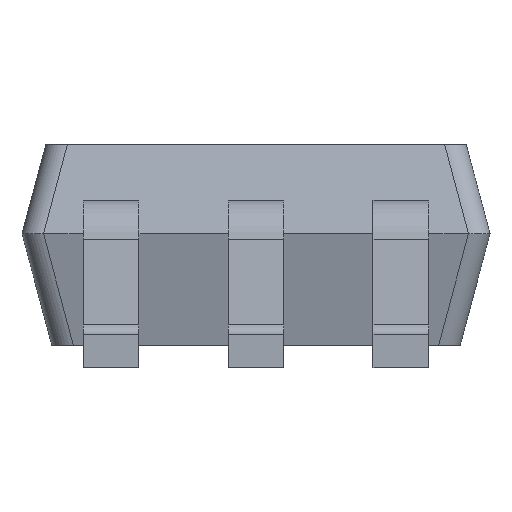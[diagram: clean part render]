
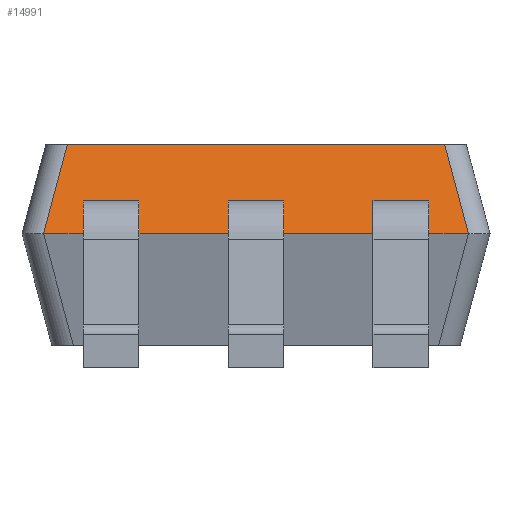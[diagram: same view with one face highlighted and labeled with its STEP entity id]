
A CAD part, front view. The second image highlights one B-rep face of the part: STEP entity #14991.
In plain terms, the highlighted planar face has unit normal (0, -0.966, 0.259).
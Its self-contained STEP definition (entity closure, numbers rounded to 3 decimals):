
#782 = DIRECTION ( 'NONE',  ( 1., 0., 0. ) ) ;
#817 = LINE ( 'NONE', #16868, #15076 ) ;
#860 = VECTOR ( 'NONE', #1129, 1000. ) ;
#964 = VERTEX_POINT ( 'NONE', #4057 ) ;
#1092 = CARTESIAN_POINT ( 'NONE',  ( -0.775, -0.625, 0.6 ) ) ;
#1129 = DIRECTION ( 'NONE',  ( 0., -0.259, -0.966 ) ) ;
#1138 = LINE ( 'NONE', #11500, #3518 ) ;
#1161 = VECTOR ( 'NONE', #10896, 1000. ) ;
#1226 = VERTEX_POINT ( 'NONE', #15816 ) ;
#1286 = DIRECTION ( 'NONE',  ( 0., -0.966, 0.259 ) ) ;
#1665 = VECTOR ( 'NONE', #4135, 1000. ) ;
#1736 = EDGE_CURVE ( 'NONE', #7130, #6648, #14113, .T. ) ;
#1920 = DIRECTION ( 'NONE',  ( 1., 0., 0. ) ) ;
#2459 = CARTESIAN_POINT ( 'NONE',  ( -0.953, -0.625, 0.6 ) ) ;
#2611 = VECTOR ( 'NONE', #782, 1000. ) ;
#2755 = VECTOR ( 'NONE', #11229, 1000. ) ;
#2842 = LINE ( 'NONE', #9117, #860 ) ;
#3089 = CARTESIAN_POINT ( 'NONE',  ( 0.125, -0.585, 0.75 ) ) ;
#3093 = VECTOR ( 'NONE', #3602, 1000. ) ;
#3145 = EDGE_CURVE ( 'NONE', #14920, #10781, #16007, .T. ) ;
#3385 = VECTOR ( 'NONE', #6291, 1000. ) ;
#3407 = VERTEX_POINT ( 'NONE', #9609 ) ;
#3518 = VECTOR ( 'NONE', #10227, 1000. ) ;
#3602 = DIRECTION ( 'NONE',  ( 0., -0.259, -0.966 ) ) ;
#3616 = CARTESIAN_POINT ( 'NONE',  ( -1.7, -0.585, 0.75 ) ) ;
#3643 = ORIENTED_EDGE ( 'NONE', *, *, #10764, .T. ) ;
#3893 = ORIENTED_EDGE ( 'NONE', *, *, #5326, .T. ) ;
#4057 = CARTESIAN_POINT ( 'NONE',  ( -0.846, -0.518, 1. ) ) ;
#4135 = DIRECTION ( 'NONE',  ( -0.251, 0.251, 0.935 ) ) ;
#4168 = LINE ( 'NONE', #15958, #9683 ) ;
#4254 = DIRECTION ( 'NONE',  ( 1., 0., 0. ) ) ;
#4441 = PLANE ( 'NONE',  #4482 ) ;
#4482 = AXIS2_PLACEMENT_3D ( 'NONE', #11577, #1286, #7987 ) ;
#4555 = DIRECTION ( 'NONE',  ( 0., -0.259, -0.966 ) ) ;
#4637 = ORIENTED_EDGE ( 'NONE', *, *, #9709, .T. ) ;
#4753 = VERTEX_POINT ( 'NONE', #6938 ) ;
#4780 = CARTESIAN_POINT ( 'NONE',  ( 0.846, -0.518, 1. ) ) ;
#4816 = CARTESIAN_POINT ( 'NONE',  ( -0.775, -0.625, 0.6 ) ) ;
#5184 = EDGE_CURVE ( 'NONE', #15223, #15037, #4168, .T. ) ;
#5326 = EDGE_CURVE ( 'NONE', #7130, #8525, #16293, .T. ) ;
#5471 = EDGE_CURVE ( 'NONE', #8525, #15223, #9450, .T. ) ;
#5569 = LINE ( 'NONE', #10717, #1161 ) ;
#5802 = VECTOR ( 'NONE', #15438, 1000. ) ;
#5841 = EDGE_CURVE ( 'NONE', #964, #6990, #5569, .T. ) ;
#5843 = CARTESIAN_POINT ( 'NONE',  ( 0.125, -0.625, 0.6 ) ) ;
#6055 = DIRECTION ( 'NONE',  ( 0., -0.259, -0.966 ) ) ;
#6125 = ORIENTED_EDGE ( 'NONE', *, *, #5184, .T. ) ;
#6215 = CARTESIAN_POINT ( 'NONE',  ( 0.125, -0.625, 0.6 ) ) ;
#6291 = DIRECTION ( 'NONE',  ( 1., 0., 0. ) ) ;
#6586 = VERTEX_POINT ( 'NONE', #5843 ) ;
#6648 = VERTEX_POINT ( 'NONE', #4816 ) ;
#6702 = CARTESIAN_POINT ( 'NONE',  ( 0.828, -0.499, 1.069 ) ) ;
#6710 = DIRECTION ( 'NONE',  ( 0., -0.259, -0.966 ) ) ;
#6882 = CARTESIAN_POINT ( 'NONE',  ( -0.525, -0.625, 0.6 ) ) ;
#6938 = CARTESIAN_POINT ( 'NONE',  ( 0.775, -0.585, 0.75 ) ) ;
#6990 = VERTEX_POINT ( 'NONE', #2459 ) ;
#7058 = ORIENTED_EDGE ( 'NONE', *, *, #9900, .F. ) ;
#7083 = CARTESIAN_POINT ( 'NONE',  ( 0.775, -0.625, 0.6 ) ) ;
#7104 = VERTEX_POINT ( 'NONE', #14597 ) ;
#7130 = VERTEX_POINT ( 'NONE', #10678 ) ;
#7572 = EDGE_CURVE ( 'NONE', #7104, #10999, #8583, .T. ) ;
#7585 = LINE ( 'NONE', #6215, #5802 ) ;
#7987 = DIRECTION ( 'NONE',  ( 0., -0.259, -0.966 ) ) ;
#8003 = LINE ( 'NONE', #12866, #8157 ) ;
#8157 = VECTOR ( 'NONE', #15776, 1000. ) ;
#8445 = LINE ( 'NONE', #13658, #11978 ) ;
#8525 = VERTEX_POINT ( 'NONE', #15243 ) ;
#8583 = LINE ( 'NONE', #3616, #2755 ) ;
#8973 = VECTOR ( 'NONE', #14443, 1000. ) ;
#9117 = CARTESIAN_POINT ( 'NONE',  ( -0.125, -0.625, 0.6 ) ) ;
#9180 = EDGE_CURVE ( 'NONE', #3407, #4753, #11809, .T. ) ;
#9328 = CARTESIAN_POINT ( 'NONE',  ( -1.05, -0.585, 0.75 ) ) ;
#9450 = LINE ( 'NONE', #6882, #14038 ) ;
#9609 = CARTESIAN_POINT ( 'NONE',  ( 0.525, -0.585, 0.75 ) ) ;
#9683 = VECTOR ( 'NONE', #4254, 1000. ) ;
#9689 = ORIENTED_EDGE ( 'NONE', *, *, #3145, .T. ) ;
#9709 = EDGE_CURVE ( 'NONE', #6586, #1226, #8445, .T. ) ;
#9760 = ORIENTED_EDGE ( 'NONE', *, *, #9180, .T. ) ;
#9900 = EDGE_CURVE ( 'NONE', #964, #13504, #8003, .T. ) ;
#9916 = EDGE_CURVE ( 'NONE', #6990, #6648, #1138, .T. ) ;
#9961 = ORIENTED_EDGE ( 'NONE', *, *, #13023, .F. ) ;
#10017 = ORIENTED_EDGE ( 'NONE', *, *, #9916, .T. ) ;
#10212 = VECTOR ( 'NONE', #4555, 1000. ) ;
#10227 = DIRECTION ( 'NONE',  ( 1., 0., 0. ) ) ;
#10552 = CARTESIAN_POINT ( 'NONE',  ( -0.125, -0.625, 0.6 ) ) ;
#10678 = CARTESIAN_POINT ( 'NONE',  ( -0.775, -0.585, 0.75 ) ) ;
#10717 = CARTESIAN_POINT ( 'NONE',  ( -0.959, -0.631, 0.577 ) ) ;
#10764 = EDGE_CURVE ( 'NONE', #10999, #6586, #7585, .T. ) ;
#10781 = VERTEX_POINT ( 'NONE', #13914 ) ;
#10896 = DIRECTION ( 'NONE',  ( -0.251, -0.251, -0.935 ) ) ;
#10938 = ORIENTED_EDGE ( 'NONE', *, *, #11467, .F. ) ;
#10999 = VERTEX_POINT ( 'NONE', #3089 ) ;
#11229 = DIRECTION ( 'NONE',  ( 1., 0., 0. ) ) ;
#11297 = LINE ( 'NONE', #16504, #10212 ) ;
#11467 = EDGE_CURVE ( 'NONE', #3407, #1226, #817, .T. ) ;
#11500 = CARTESIAN_POINT ( 'NONE',  ( -1.05, -0.625, 0.6 ) ) ;
#11577 = CARTESIAN_POINT ( 'NONE',  ( -1.05, -0.625, 0.6 ) ) ;
#11809 = LINE ( 'NONE', #9328, #8973 ) ;
#11978 = VECTOR ( 'NONE', #1920, 1000. ) ;
#12701 = ORIENTED_EDGE ( 'NONE', *, *, #5841, .T. ) ;
#12702 = ORIENTED_EDGE ( 'NONE', *, *, #1736, .F. ) ;
#12859 = LINE ( 'NONE', #6702, #1665 ) ;
#12866 = CARTESIAN_POINT ( 'NONE',  ( -1.05, -0.518, 1. ) ) ;
#12998 = EDGE_CURVE ( 'NONE', #10781, #13504, #12859, .T. ) ;
#13023 = EDGE_CURVE ( 'NONE', #7104, #15037, #2842, .T. ) ;
#13463 = CARTESIAN_POINT ( 'NONE',  ( -1.05, -0.625, 0.6 ) ) ;
#13491 = ORIENTED_EDGE ( 'NONE', *, *, #7572, .T. ) ;
#13504 = VERTEX_POINT ( 'NONE', #4780 ) ;
#13658 = CARTESIAN_POINT ( 'NONE',  ( -1.05, -0.625, 0.6 ) ) ;
#13914 = CARTESIAN_POINT ( 'NONE',  ( 0.953, -0.625, 0.6 ) ) ;
#14038 = VECTOR ( 'NONE', #6710, 1000. ) ;
#14113 = LINE ( 'NONE', #1092, #3093 ) ;
#14159 = CARTESIAN_POINT ( 'NONE',  ( -2.35, -0.585, 0.75 ) ) ;
#14443 = DIRECTION ( 'NONE',  ( 1., 0., 0. ) ) ;
#14597 = CARTESIAN_POINT ( 'NONE',  ( -0.125, -0.585, 0.75 ) ) ;
#14760 = FACE_OUTER_BOUND ( 'NONE', #15893, .T. ) ;
#14920 = VERTEX_POINT ( 'NONE', #7083 ) ;
#14991 = ADVANCED_FACE ( 'NONE', ( #14760 ), #4441, .T. ) ;
#15037 = VERTEX_POINT ( 'NONE', #10552 ) ;
#15076 = VECTOR ( 'NONE', #6055, 1000. ) ;
#15223 = VERTEX_POINT ( 'NONE', #15663 ) ;
#15243 = CARTESIAN_POINT ( 'NONE',  ( -0.525, -0.585, 0.75 ) ) ;
#15438 = DIRECTION ( 'NONE',  ( 0., -0.259, -0.966 ) ) ;
#15573 = EDGE_CURVE ( 'NONE', #4753, #14920, #11297, .T. ) ;
#15663 = CARTESIAN_POINT ( 'NONE',  ( -0.525, -0.625, 0.6 ) ) ;
#15776 = DIRECTION ( 'NONE',  ( 1., 0., 0. ) ) ;
#15802 = ORIENTED_EDGE ( 'NONE', *, *, #15573, .T. ) ;
#15816 = CARTESIAN_POINT ( 'NONE',  ( 0.525, -0.625, 0.6 ) ) ;
#15893 = EDGE_LOOP ( 'NONE', ( #9689, #16030, #7058, #12701, #10017, #12702, #3893, #16560, #6125, #9961, #13491, #3643, #4637, #10938, #9760, #15802 ) ) ;
#15958 = CARTESIAN_POINT ( 'NONE',  ( -1.05, -0.625, 0.6 ) ) ;
#16007 = LINE ( 'NONE', #13463, #2611 ) ;
#16030 = ORIENTED_EDGE ( 'NONE', *, *, #12998, .T. ) ;
#16293 = LINE ( 'NONE', #14159, #3385 ) ;
#16504 = CARTESIAN_POINT ( 'NONE',  ( 0.775, -0.625, 0.6 ) ) ;
#16560 = ORIENTED_EDGE ( 'NONE', *, *, #5471, .T. ) ;
#16868 = CARTESIAN_POINT ( 'NONE',  ( 0.525, -0.625, 0.6 ) ) ;
